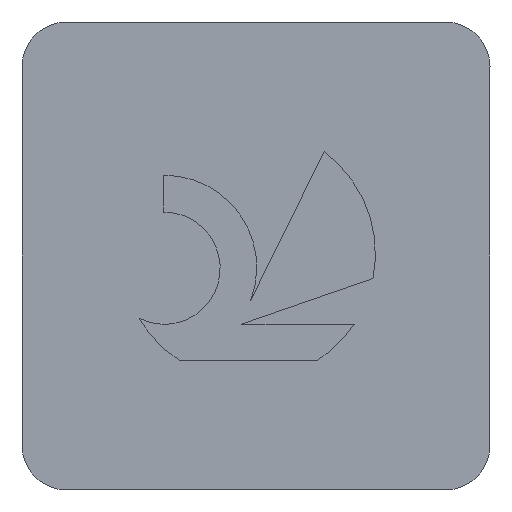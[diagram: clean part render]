
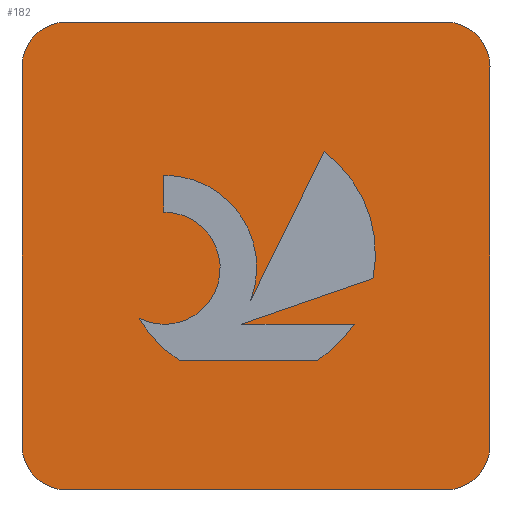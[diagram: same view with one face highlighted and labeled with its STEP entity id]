
A CAD part, top view. The second image highlights one B-rep face of the part: STEP entity #182.
In plain terms, the highlighted planar face has unit normal (0, 0, 1).
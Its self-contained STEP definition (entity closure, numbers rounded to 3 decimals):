
#148=VERTEX_POINT('',#400);
#152=VERTEX_POINT('',#404);
#168=VERTEX_POINT('',#423);
#170=EDGE_CURVE('',#196,#354,#425,.T.);
#174=EDGE_CURVE('',#316,#246,#430,.T.);
#182=ADVANCED_FACE('',(#439,#440),#441,.T.);
#188=EDGE_CURVE('',#344,#204,#448,.T.);
#194=EDGE_CURVE('',#364,#148,#454,.T.);
#196=VERTEX_POINT('',#456);
#204=VERTEX_POINT('',#465);
#216=EDGE_CURVE('',#148,#316,#477,.T.);
#226=VERTEX_POINT('',#489);
#232=EDGE_CURVE('',#168,#364,#495,.T.);
#234=EDGE_CURVE('',#272,#226,#497,.T.);
#246=VERTEX_POINT('',#510);
#248=EDGE_CURVE('',#152,#280,#512,.T.);
#254=EDGE_CURVE('',#348,#334,#518,.T.);
#262=EDGE_CURVE('',#334,#324,#526,.T.);
#264=EDGE_CURVE('',#346,#330,#528,.T.);
#268=EDGE_CURVE('',#324,#344,#532,.T.);
#272=VERTEX_POINT('',#536);
#276=EDGE_CURVE('',#338,#168,#541,.T.);
#280=VERTEX_POINT('',#546);
#288=EDGE_CURVE('',#280,#346,#555,.T.);
#302=EDGE_CURVE('',#330,#196,#572,.T.);
#316=VERTEX_POINT('',#587);
#324=VERTEX_POINT('',#596);
#328=EDGE_CURVE('',#226,#152,#600,.T.);
#330=VERTEX_POINT('',#602);
#334=VERTEX_POINT('',#606);
#338=VERTEX_POINT('',#610);
#342=EDGE_CURVE('',#354,#272,#614,.T.);
#344=VERTEX_POINT('',#616);
#346=VERTEX_POINT('',#618);
#348=VERTEX_POINT('',#620);
#354=VERTEX_POINT('',#627);
#362=EDGE_CURVE('',#246,#348,#637,.T.);
#364=VERTEX_POINT('',#639);
#374=EDGE_CURVE('',#204,#338,#649,.T.);
#400=CARTESIAN_POINT('',(2.808,2.317,0.0));
#404=CARTESIAN_POINT('',(8.36,0.8,0.0));
#423=CARTESIAN_POINT('',(5.934,2.963,0.0));
#425=LINE('',#702,#703);
#430=CIRCLE('',#709,1.002);
#439=FACE_BOUND('',#722,.T.);
#440=FACE_OUTER_BOUND('',#723,.T.);
#441=PLANE('',#724);
#448=CIRCLE('',#734,2.269);
#454=LINE('',#743,#744);
#456=CARTESIAN_POINT('',(0.,7.56,0.0));
#465=CARTESIAN_POINT('',(6.27,3.776,0.0));
#477=CIRCLE('',#777,2.269);
#489=CARTESIAN_POINT('',(7.56,0.0,0.0));
#495=CIRCLE('',#800,2.269);
#497=LINE('',#803,#804);
#510=CARTESIAN_POINT('',(2.986,4.858,0.0));
#512=LINE('',#822,#823);
#518=LINE('',#831,#832);
#526=CIRCLE('',#843,1.648);
#528=LINE('',#846,#847);
#532=LINE('',#852,#853);
#536=CARTESIAN_POINT('',(0.8,0.0,0.0));
#541=LINE('',#865,#866);
#546=CARTESIAN_POINT('',(8.36,7.56,0.0));
#555=CIRCLE('',#885,0.8);
#572=CIRCLE('',#907,0.8);
#587=CARTESIAN_POINT('',(2.09,3.066,0.0));
#596=CARTESIAN_POINT('',(4.083,3.381,0.0));
#600=CIRCLE('',#941,0.8);
#602=CARTESIAN_POINT('',(0.8,8.36,0.0));
#606=CARTESIAN_POINT('',(2.532,5.622,0.0));
#610=CARTESIAN_POINT('',(3.929,2.963,0.0));
#614=CIRCLE('',#959,0.8);
#616=CARTESIAN_POINT('',(5.395,6.043,0.0));
#618=CARTESIAN_POINT('',(7.56,8.36,0.0));
#620=CARTESIAN_POINT('',(2.532,4.964,0.0));
#627=CARTESIAN_POINT('',(0.0,0.8,0.0));
#637=CIRCLE('',#987,1.002);
#639=CARTESIAN_POINT('',(5.281,2.317,0.0));
#649=LINE('',#1004,#1005);
#702=CARTESIAN_POINT('',(0.0,7.56,0.0));
#703=VECTOR('',#1048,1.0);
#709=AXIS2_PLACEMENT_3D('',#1057,#1058,#1059);
#722=EDGE_LOOP('',(#1075,#1076,#1077,#1078,#1079,#1080,#1081,#1082,#1083,#1084,#1085));
#723=EDGE_LOOP('',(#1086,#1087,#1088,#1089,#1090,#1091,#1092,#1093));
#724=AXIS2_PLACEMENT_3D('',#1094,#1095,#1096);
#734=AXIS2_PLACEMENT_3D('',#1106,#1107,#1108);
#743=CARTESIAN_POINT('',(3.494,2.317,0.0));
#744=VECTOR('',#1110,1.0);
#777=AXIS2_PLACEMENT_3D('',#1126,#1127,#1128);
#800=AXIS2_PLACEMENT_3D('',#1152,#1153,#1154);
#803=CARTESIAN_POINT('',(0.8,0.0,0.0));
#804=VECTOR('',#1155,1.0);
#822=CARTESIAN_POINT('',(8.36,0.8,0.0));
#823=VECTOR('',#1169,1.0);
#831=CARTESIAN_POINT('',(2.532,4.901,0.0));
#832=VECTOR('',#1173,1.0);
#843=AXIS2_PLACEMENT_3D('',#1175,#1176,#1177);
#846=CARTESIAN_POINT('',(7.56,8.36,0.0));
#847=VECTOR('',#1178,1.0);
#852=CARTESIAN_POINT('',(4.907,5.053,0.0));
#853=VECTOR('',#1179,1.0);
#865=CARTESIAN_POINT('',(5.057,2.963,0.0));
#866=VECTOR('',#1189,1.0);
#885=AXIS2_PLACEMENT_3D('',#1215,#1216,#1217);
#907=AXIS2_PLACEMENT_3D('',#1244,#1245,#1246);
#941=AXIS2_PLACEMENT_3D('',#1268,#1269,#1270);
#959=AXIS2_PLACEMENT_3D('',#1275,#1276,#1277);
#987=AXIS2_PLACEMENT_3D('',#1304,#1305,#1306);
#1004=CARTESIAN_POINT('',(4.23,3.067,0.0));
#1005=VECTOR('',#1309,1.0);
#1048=DIRECTION('',(0.0,-1.0,0.0));
#1057=CARTESIAN_POINT('',(2.538,3.962,0.0));
#1058=DIRECTION('',(0.0,0.0,1.0));
#1059=DIRECTION('',(-0.447,-0.894,0.0));
#1075=ORIENTED_EDGE('',*,*,#254,.T.);
#1076=ORIENTED_EDGE('',*,*,#262,.T.);
#1077=ORIENTED_EDGE('',*,*,#268,.T.);
#1078=ORIENTED_EDGE('',*,*,#188,.T.);
#1079=ORIENTED_EDGE('',*,*,#374,.T.);
#1080=ORIENTED_EDGE('',*,*,#276,.T.);
#1081=ORIENTED_EDGE('',*,*,#232,.T.);
#1082=ORIENTED_EDGE('',*,*,#194,.T.);
#1083=ORIENTED_EDGE('',*,*,#216,.T.);
#1084=ORIENTED_EDGE('',*,*,#174,.T.);
#1085=ORIENTED_EDGE('',*,*,#362,.T.);
#1086=ORIENTED_EDGE('',*,*,#234,.T.);
#1087=ORIENTED_EDGE('',*,*,#328,.T.);
#1088=ORIENTED_EDGE('',*,*,#248,.T.);
#1089=ORIENTED_EDGE('',*,*,#288,.T.);
#1090=ORIENTED_EDGE('',*,*,#264,.T.);
#1091=ORIENTED_EDGE('',*,*,#302,.T.);
#1092=ORIENTED_EDGE('',*,*,#170,.T.);
#1093=ORIENTED_EDGE('',*,*,#342,.T.);
#1094=CARTESIAN_POINT('',(4.18,4.18,0.0));
#1095=DIRECTION('',(0.0,0.0,1.0));
#1096=DIRECTION('',(1.0,0.0,0.0));
#1106=CARTESIAN_POINT('',(4.044,4.22,0.0));
#1107=DIRECTION('',(0.0,-0.0,-1.0));
#1108=DIRECTION('',(0.981,-0.196,0.0));
#1110=DIRECTION('',(-1.0,0.0,0.0));
#1126=CARTESIAN_POINT('',(4.044,4.22,0.0));
#1127=DIRECTION('',(-0.0,0.0,-1.0));
#1128=DIRECTION('',(-0.861,-0.508,0.0));
#1152=CARTESIAN_POINT('',(4.044,4.22,0.0));
#1153=DIRECTION('',(0.0,-0.0,-1.0));
#1154=DIRECTION('',(0.545,-0.838,0.0));
#1155=DIRECTION('',(1.0,0.0,0.0));
#1169=DIRECTION('',(0.0,1.0,0.0));
#1173=DIRECTION('',(0.0,1.0,0.0));
#1175=CARTESIAN_POINT('',(2.545,3.974,0.0));
#1176=DIRECTION('',(0.0,-0.0,-1.0));
#1177=DIRECTION('',(0.933,-0.359,0.0));
#1178=DIRECTION('',(-1.0,0.0,0.0));
#1179=DIRECTION('',(0.442,0.897,-0.0));
#1189=DIRECTION('',(1.0,0.0,0.0));
#1215=CARTESIAN_POINT('',(7.56,7.56,0.0));
#1216=DIRECTION('',(0.0,-0.0,1.0));
#1217=DIRECTION('',(1.0,0.,0.0));
#1244=CARTESIAN_POINT('',(0.8,7.56,0.0));
#1245=DIRECTION('',(0.0,0.0,1.0));
#1246=DIRECTION('',(0.,1.0,0.0));
#1268=CARTESIAN_POINT('',(7.56,0.8,0.0));
#1269=DIRECTION('',(0.0,0.0,1.0));
#1270=DIRECTION('',(0.,-1.0,0.0));
#1275=CARTESIAN_POINT('',(0.8,0.8,0.0));
#1276=DIRECTION('',(0.0,0.0,1.0));
#1277=DIRECTION('',(-1.0,0.,0.0));
#1304=CARTESIAN_POINT('',(2.538,3.962,0.0));
#1305=DIRECTION('',(0.0,0.0,1.0));
#1306=DIRECTION('',(-0.447,-0.894,0.0));
#1309=DIRECTION('',(-0.945,-0.328,0.0));
